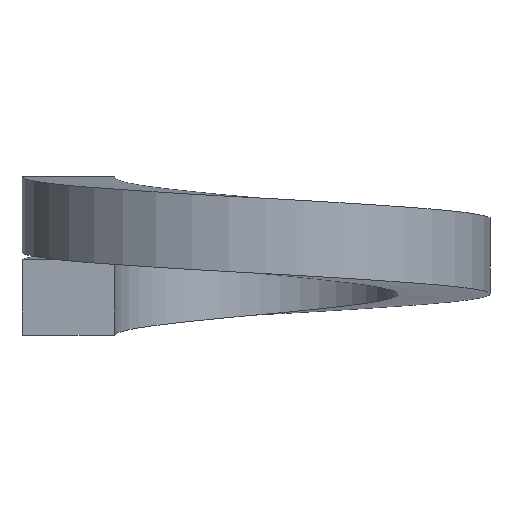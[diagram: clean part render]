
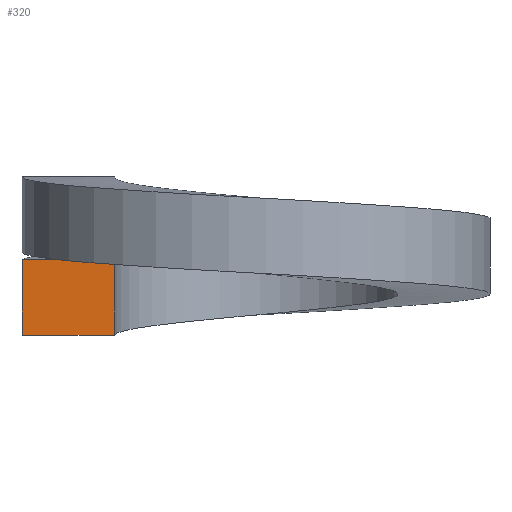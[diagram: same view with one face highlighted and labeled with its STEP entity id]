
A CAD part, left-side view. The second image highlights one B-rep face of the part: STEP entity #320.
In plain terms, the highlighted planar face has unit normal (-0.998, 0.063, 0).
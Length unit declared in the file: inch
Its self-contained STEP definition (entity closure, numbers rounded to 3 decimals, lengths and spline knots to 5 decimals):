
#3 = CARTESIAN_POINT ( 'NONE',  ( 0.00511, 0.0812, -0.00356 ) ) ;
#4 = CARTESIAN_POINT ( 'NONE',  ( 0.0042, 0.0668, -0.00356 ) ) ;
#6 = CARTESIAN_POINT ( 'NONE',  ( 0.00488, 0.0776, -0.00356 ) ) ;
#8 = CARTESIAN_POINT ( 'NONE',  ( 0.00602, 0.09561, -0.00356 ) ) ;
#9 = CARTESIAN_POINT ( 'NONE',  ( 0.00692, 0.11002, -0.00356 ) ) ;
#10 = CARTESIAN_POINT ( 'NONE',  ( 0.00692, 0.11002, -0.03899 ) ) ;
#11 = PLANE ( 'NONE',  #109 ) ;
#12 = DIRECTION ( 'NONE',  ( 0.998, -0.063, 0. ) ) ;
#13 = DIRECTION ( 'NONE',  ( 0.063, 0.998, 0. ) ) ;
#18 = CARTESIAN_POINT ( 'NONE',  ( 0.00602, 0.09561, -0.03899 ) ) ;
#55 = CARTESIAN_POINT ( 'NONE',  ( 0.00511, 0.0812, -0.03899 ) ) ;
#56 = CARTESIAN_POINT ( 'NONE',  ( 0.0042, 0.0668, -0.03899 ) ) ;
#57 = CARTESIAN_POINT ( 'NONE',  ( 0.00692, 0.11002, -0.00356 ) ) ;
#59 = CARTESIAN_POINT ( 'NONE',  ( 0.0042, 0.0668, -0.00356 ) ) ;
#61 = B_SPLINE_CURVE_WITH_KNOTS ( 'NONE', 3,
 ( #4, #3, #8, #9 ),
 .UNSPECIFIED., .F., .F.,
 ( 4, 4 ),
 ( 0., 1. ),
 .UNSPECIFIED. ) ;
#63 = CARTESIAN_POINT ( 'NONE',  ( 0.0042, 0.0668, -0.02718 ) ) ;
#77 = ORIENTED_EDGE ( 'NONE', *, *, #89, .T. ) ;
#89 = EDGE_CURVE ( 'NONE', #357, #263, #127, .T. ) ;
#108 = EDGE_LOOP ( 'NONE', ( #189, #77, #218, #180 ) ) ;
#109 = AXIS2_PLACEMENT_3D ( 'NONE', #6, #12, #13 ) ;
#110 = EDGE_CURVE ( 'NONE', #154, #388, #234, .T. ) ;
#127 = B_SPLINE_CURVE_WITH_KNOTS ( 'NONE', 3,
 ( #229, #283, #342, #254 ),
 .UNSPECIFIED., .F., .F.,
 ( 4, 4 ),
 ( 0., 1. ),
 .UNSPECIFIED. ) ;
#154 = VERTEX_POINT ( 'NONE', #381 ) ;
#180 = ORIENTED_EDGE ( 'NONE', *, *, #110, .T. ) ;
#189 = ORIENTED_EDGE ( 'NONE', *, *, #312, .T. ) ;
#218 = ORIENTED_EDGE ( 'NONE', *, *, #339, .T. ) ;
#229 = CARTESIAN_POINT ( 'NONE',  ( 0.00692, 0.11002, -0.00356 ) ) ;
#234 = B_SPLINE_CURVE_WITH_KNOTS ( 'NONE', 3,
 ( #337, #63, #341, #336 ),
 .UNSPECIFIED., .F., .F.,
 ( 4, 4 ),
 ( 0., 1. ),
 .UNSPECIFIED. ) ;
#254 = CARTESIAN_POINT ( 'NONE',  ( 0.00692, 0.11002, -0.03899 ) ) ;
#263 = VERTEX_POINT ( 'NONE', #348 ) ;
#283 = CARTESIAN_POINT ( 'NONE',  ( 0.00692, 0.11002, -0.01537 ) ) ;
#286 = FACE_OUTER_BOUND ( 'NONE', #108, .T. ) ;
#290 = B_SPLINE_CURVE_WITH_KNOTS ( 'NONE', 3,
 ( #10, #18, #55, #56 ),
 .UNSPECIFIED., .F., .F.,
 ( 4, 4 ),
 ( 0., 1. ),
 .UNSPECIFIED. ) ;
#312 = EDGE_CURVE ( 'NONE', #388, #357, #61, .T. ) ;
#320 = ADVANCED_FACE ( 'NONE', ( #286 ), #11, .F. ) ;
#336 = CARTESIAN_POINT ( 'NONE',  ( 0.0042, 0.0668, -0.00356 ) ) ;
#337 = CARTESIAN_POINT ( 'NONE',  ( 0.0042, 0.0668, -0.03899 ) ) ;
#339 = EDGE_CURVE ( 'NONE', #263, #154, #290, .T. ) ;
#341 = CARTESIAN_POINT ( 'NONE',  ( 0.0042, 0.0668, -0.01537 ) ) ;
#342 = CARTESIAN_POINT ( 'NONE',  ( 0.00692, 0.11002, -0.02718 ) ) ;
#348 = CARTESIAN_POINT ( 'NONE',  ( 0.00692, 0.11002, -0.03899 ) ) ;
#357 = VERTEX_POINT ( 'NONE', #57 ) ;
#381 = CARTESIAN_POINT ( 'NONE',  ( 0.0042, 0.0668, -0.03899 ) ) ;
#388 = VERTEX_POINT ( 'NONE', #59 ) ;
